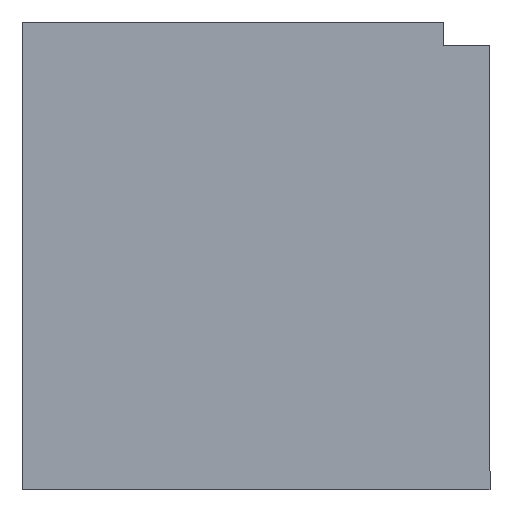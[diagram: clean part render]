
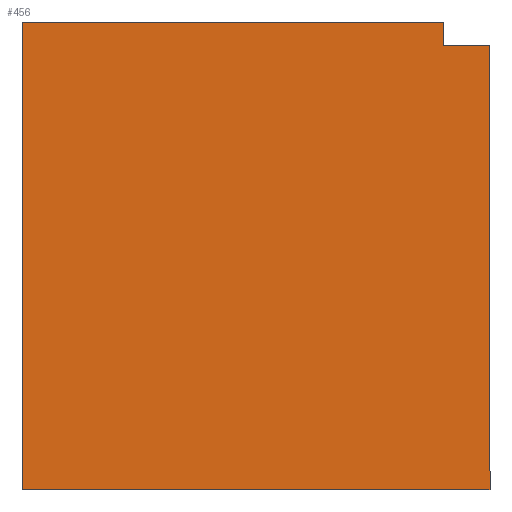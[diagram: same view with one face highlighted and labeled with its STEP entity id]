
A CAD part, front view. The second image highlights one B-rep face of the part: STEP entity #456.
In plain terms, the highlighted planar face has unit normal (0, -1, 0).
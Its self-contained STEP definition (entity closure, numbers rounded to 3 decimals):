
#2 = EDGE_CURVE ( 'NONE', #426, #247, #540, .T. ) ;
#22 = DIRECTION ( 'NONE',  ( 0., 1., 0. ) ) ;
#36 = ORIENTED_EDGE ( 'NONE', *, *, #182, .F. ) ;
#39 = EDGE_CURVE ( 'NONE', #228, #70, #553, .T. ) ;
#57 = EDGE_CURVE ( 'NONE', #247, #204, #519, .T. ) ;
#59 = VECTOR ( 'NONE', #88, 1000. ) ;
#63 = DIRECTION ( 'NONE',  ( 0., 0., -1. ) ) ;
#70 = VERTEX_POINT ( 'NONE', #561 ) ;
#73 = ORIENTED_EDGE ( 'NONE', *, *, #2, .F. ) ;
#88 = DIRECTION ( 'NONE',  ( 1., 0., 0. ) ) ;
#103 = VECTOR ( 'NONE', #276, 1000. ) ;
#114 = PLANE ( 'NONE',  #153 ) ;
#127 = ORIENTED_EDGE ( 'NONE', *, *, #425, .T. ) ;
#153 = AXIS2_PLACEMENT_3D ( 'NONE', #431, #22, #297 ) ;
#160 = VECTOR ( 'NONE', #557, 1000. ) ;
#178 = CARTESIAN_POINT ( 'NONE',  ( -80., -65., 19. ) ) ;
#182 = EDGE_CURVE ( 'NONE', #204, #228, #263, .T. ) ;
#189 = VERTEX_POINT ( 'NONE', #534 ) ;
#204 = VERTEX_POINT ( 'NONE', #272 ) ;
#228 = VERTEX_POINT ( 'NONE', #490 ) ;
#234 = FACE_OUTER_BOUND ( 'NONE', #472, .T. ) ;
#237 = EDGE_CURVE ( 'NONE', #189, #70, #514, .T. ) ;
#247 = VERTEX_POINT ( 'NONE', #269 ) ;
#252 = CARTESIAN_POINT ( 'NONE',  ( -100., -65., 20. ) ) ;
#263 = LINE ( 'NONE', #178, #160 ) ;
#269 = CARTESIAN_POINT ( 'NONE',  ( -82., -65., 20. ) ) ;
#272 = CARTESIAN_POINT ( 'NONE',  ( -82., -65., 19. ) ) ;
#276 = DIRECTION ( 'NONE',  ( 0., 0., -1. ) ) ;
#280 = ORIENTED_EDGE ( 'NONE', *, *, #57, .F. ) ;
#293 = ORIENTED_EDGE ( 'NONE', *, *, #39, .F. ) ;
#297 = DIRECTION ( 'NONE',  ( 0., 0., 1. ) ) ;
#328 = VECTOR ( 'NONE', #63, 1000. ) ;
#342 = CARTESIAN_POINT ( 'NONE',  ( -100., -65., 20. ) ) ;
#369 = CARTESIAN_POINT ( 'NONE',  ( -100., -65., 20. ) ) ;
#410 = CARTESIAN_POINT ( 'NONE',  ( -82., -65., 20. ) ) ;
#425 = EDGE_CURVE ( 'NONE', #426, #189, #507, .T. ) ;
#426 = VERTEX_POINT ( 'NONE', #342 ) ;
#431 = CARTESIAN_POINT ( 'NONE',  ( -100., -65., 20. ) ) ;
#456 = ADVANCED_FACE ( 'NONE', ( #234 ), #114, .F. ) ;
#457 = CARTESIAN_POINT ( 'NONE',  ( -80., -65., 20. ) ) ;
#459 = DIRECTION ( 'NONE',  ( 1., 0., 0. ) ) ;
#461 = DIRECTION ( 'NONE',  ( 0., 0., -1. ) ) ;
#472 = EDGE_LOOP ( 'NONE', ( #293, #36, #280, #73, #127, #525 ) ) ;
#490 = CARTESIAN_POINT ( 'NONE',  ( -80., -65., 19. ) ) ;
#507 = LINE ( 'NONE', #252, #328 ) ;
#514 = LINE ( 'NONE', #569, #59 ) ;
#519 = LINE ( 'NONE', #410, #571 ) ;
#525 = ORIENTED_EDGE ( 'NONE', *, *, #237, .T. ) ;
#534 = CARTESIAN_POINT ( 'NONE',  ( -100., -65., 0. ) ) ;
#540 = LINE ( 'NONE', #369, #550 ) ;
#550 = VECTOR ( 'NONE', #459, 1000. ) ;
#553 = LINE ( 'NONE', #457, #103 ) ;
#557 = DIRECTION ( 'NONE',  ( 1., 0., 0. ) ) ;
#561 = CARTESIAN_POINT ( 'NONE',  ( -80., -65., 0. ) ) ;
#569 = CARTESIAN_POINT ( 'NONE',  ( -100., -65., 0. ) ) ;
#571 = VECTOR ( 'NONE', #461, 1000. ) ;
